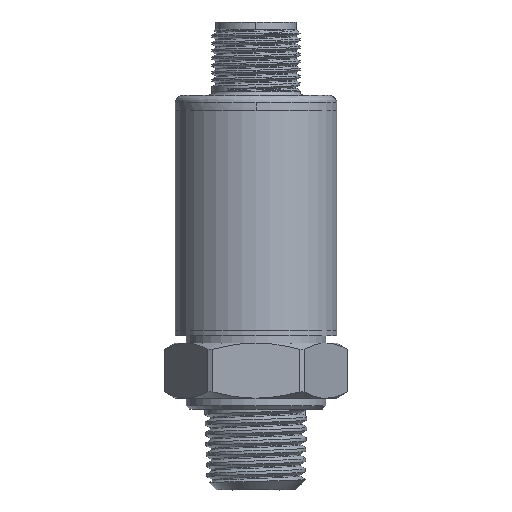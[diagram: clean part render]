
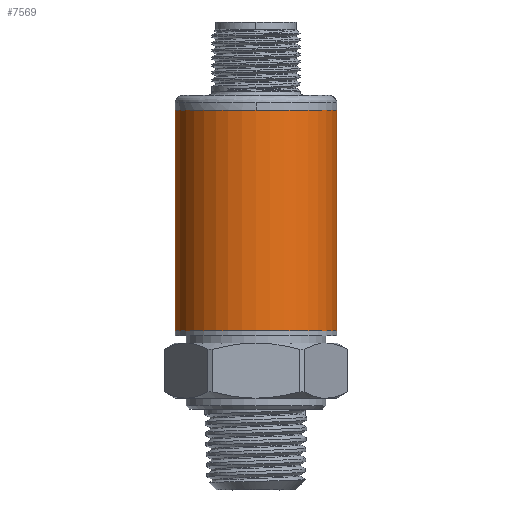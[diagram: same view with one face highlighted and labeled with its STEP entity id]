
A CAD part, front view. The second image highlights one B-rep face of the part: STEP entity #7569.
In plain terms, the highlighted cylindrical face has radius 11 mm (diameter 22 mm), a partial arc.
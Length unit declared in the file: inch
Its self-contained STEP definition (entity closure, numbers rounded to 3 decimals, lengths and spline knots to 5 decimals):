
#263 = DIRECTION ( 'NONE',  ( 1., 0., 0. ) ) ;
#354 = LINE ( 'NONE', #2740, #10991 ) ;
#856 = ORIENTED_EDGE ( 'NONE', *, *, #5951, .F. ) ;
#1057 = AXIS2_PLACEMENT_3D ( 'NONE', #9002, #9162, #263 ) ;
#1309 = EDGE_LOOP ( 'NONE', ( #856, #6536, #2112, #3093 ) ) ;
#1622 = AXIS2_PLACEMENT_3D ( 'NONE', #6255, #3530, #5391 ) ;
#1958 = CARTESIAN_POINT ( 'NONE',  ( -0.43307, 0., 0. ) ) ;
#1974 = CIRCLE ( 'NONE', #1622, 0.43307 ) ;
#2112 = ORIENTED_EDGE ( 'NONE', *, *, #4137, .T. ) ;
#2251 = DIRECTION ( 'NONE',  ( 0., 0., 1. ) ) ;
#2740 = CARTESIAN_POINT ( 'NONE',  ( -0.43307, 0., 0. ) ) ;
#3043 = VERTEX_POINT ( 'NONE', #4556 ) ;
#3093 = ORIENTED_EDGE ( 'NONE', *, *, #8550, .T. ) ;
#3530 = DIRECTION ( 'NONE',  ( 0., 0., 1. ) ) ;
#3883 = CARTESIAN_POINT ( 'NONE',  ( 0., 0., 0. ) ) ;
#4137 = EDGE_CURVE ( 'NONE', #9197, #6116, #11086, .T. ) ;
#4390 = VERTEX_POINT ( 'NONE', #1958 ) ;
#4556 = CARTESIAN_POINT ( 'NONE',  ( -0.43307, 0., 1.1811 ) ) ;
#5391 = DIRECTION ( 'NONE',  ( 1., 0., 0. ) ) ;
#5867 = CYLINDRICAL_SURFACE ( 'NONE', #8977, 0.43307 ) ;
#5951 = EDGE_CURVE ( 'NONE', #4390, #3043, #354, .T. ) ;
#6116 = VERTEX_POINT ( 'NONE', #10920 ) ;
#6255 = CARTESIAN_POINT ( 'NONE',  ( 0., 0., 0. ) ) ;
#6536 = ORIENTED_EDGE ( 'NONE', *, *, #8973, .T. ) ;
#7156 = VECTOR ( 'NONE', #2251, 39.37008 ) ;
#7532 = DIRECTION ( 'NONE',  ( 1., 0., 0. ) ) ;
#7569 = ADVANCED_FACE ( 'NONE', ( #9904 ), #5867, .T. ) ;
#8460 = DIRECTION ( 'NONE',  ( 0., 0., 1. ) ) ;
#8550 = EDGE_CURVE ( 'NONE', #6116, #3043, #11011, .T. ) ;
#8973 = EDGE_CURVE ( 'NONE', #4390, #9197, #1974, .T. ) ;
#8977 = AXIS2_PLACEMENT_3D ( 'NONE', #3883, #8460, #7532 ) ;
#9002 = CARTESIAN_POINT ( 'NONE',  ( 0., 0., 1.1811 ) ) ;
#9162 = DIRECTION ( 'NONE',  ( 0., 0., -1. ) ) ;
#9197 = VERTEX_POINT ( 'NONE', #11197 ) ;
#9904 = FACE_OUTER_BOUND ( 'NONE', #1309, .T. ) ;
#10391 = CARTESIAN_POINT ( 'NONE',  ( 0.43307, 0., 0. ) ) ;
#10588 = DIRECTION ( 'NONE',  ( 0., 0., 1. ) ) ;
#10920 = CARTESIAN_POINT ( 'NONE',  ( 0.43307, 0., 1.1811 ) ) ;
#10991 = VECTOR ( 'NONE', #10588, 39.37008 ) ;
#11011 = CIRCLE ( 'NONE', #1057, 0.43307 ) ;
#11086 = LINE ( 'NONE', #10391, #7156 ) ;
#11197 = CARTESIAN_POINT ( 'NONE',  ( 0.43307, 0., 0. ) ) ;
